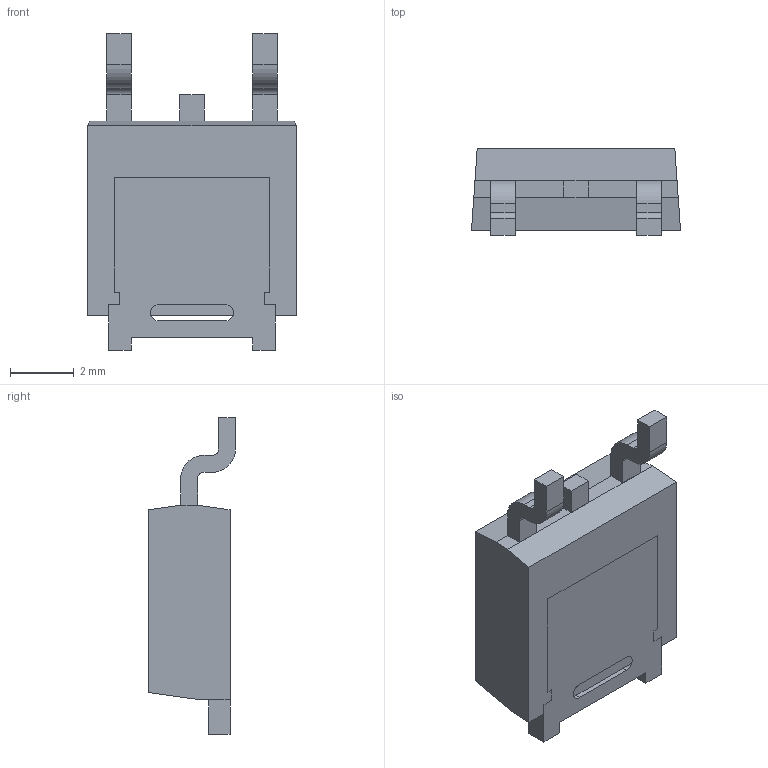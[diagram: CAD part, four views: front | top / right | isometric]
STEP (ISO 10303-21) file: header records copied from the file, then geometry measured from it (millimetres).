
FILE_DESCRIPTION (( 'STEP AP214' ),'1' );
FILE_NAME ('NDP3.STEP','2020-08-13T23:27:31',( '' ),( '' ),'SwSTEP 2.0','SolidWorks 2017','' );
FILE_SCHEMA (( 'AUTOMOTIVE_DESIGN' ));
Length unit declared in the file: millimetre
Products named in the file (1): NDP3
Bounding box: 6.54 x 2.72 x 9.91 mm (x, y, z)
Volume: 102.4 mm3; surface area: 237.2 mm2
Topology: 5 solids, 5 shells, 84 faces, 219 edges, 146 vertices
Faces by surface type: plane 70, cylinder 14
Entity records: 1860 total; most frequent: ORIENTED_EDGE 418, CARTESIAN_POINT 220, EDGE_CURVE 209, LINE 177, VERTEX_POINT 134, AXIS2_PLACEMENT_3D 98, EDGE_LOOP 87, FACE_OUTER_BOUND 84
